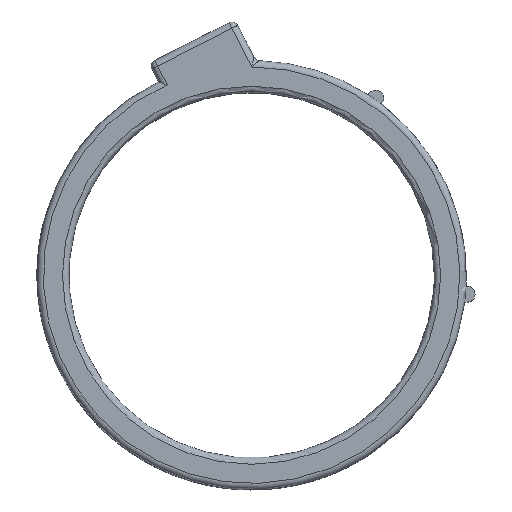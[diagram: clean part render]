
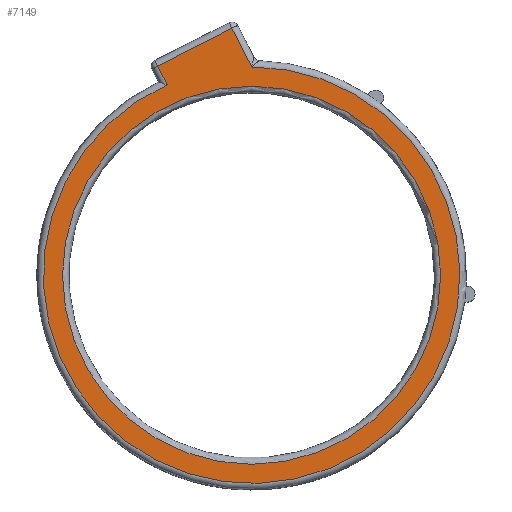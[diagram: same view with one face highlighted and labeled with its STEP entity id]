
A CAD part, top view. The second image highlights one B-rep face of the part: STEP entity #7149.
In plain terms, the highlighted planar face has unit normal (0, 0, 1).
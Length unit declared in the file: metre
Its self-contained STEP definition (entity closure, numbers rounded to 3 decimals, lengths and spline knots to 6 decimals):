
#829=CIRCLE('',#7725,0.0295);
#830=CIRCLE('',#7726,0.0325);
#1321=ORIENTED_EDGE('',*,*,#3545,.T.);
#1322=ORIENTED_EDGE('',*,*,#3546,.T.);
#1323=ORIENTED_EDGE('',*,*,#3547,.T.);
#1324=ORIENTED_EDGE('',*,*,#3548,.T.);
#1325=ORIENTED_EDGE('',*,*,#3549,.T.);
#3545=EDGE_CURVE('',#4658,#4658,#829,.F.);
#3546=EDGE_CURVE('',#4659,#4660,#5140,.T.);
#3547=EDGE_CURVE('',#4660,#4661,#5141,.T.);
#3548=EDGE_CURVE('',#4661,#4662,#5142,.F.);
#3549=EDGE_CURVE('',#4662,#4659,#830,.T.);
#4658=VERTEX_POINT('',#10873);
#4659=VERTEX_POINT('',#10875);
#4660=VERTEX_POINT('',#10876);
#4661=VERTEX_POINT('',#10878);
#4662=VERTEX_POINT('',#10880);
#5140=LINE('',#10874,#5624);
#5141=LINE('',#10877,#5625);
#5142=LINE('',#10879,#5626);
#5624=VECTOR('',#8500,1.);
#5625=VECTOR('',#8501,1.);
#5626=VECTOR('',#8502,1.);
#6076=EDGE_LOOP('',(#1321));
#6077=EDGE_LOOP('',(#1322,#1323,#1324,#1325));
#6544=FACE_BOUND('',#6076,.T.);
#6545=FACE_BOUND('',#6077,.T.);
#6969=PLANE('',#7724);
#7149=ADVANCED_FACE('',(#6544,#6545),#6969,.T.);
#7724=AXIS2_PLACEMENT_3D('',#10871,#8496,#8497);
#7725=AXIS2_PLACEMENT_3D('',#10872,#8498,#8499);
#7726=AXIS2_PLACEMENT_3D('',#10881,#8503,#8504);
#8496=DIRECTION('',(0.,0.,1.));
#8497=DIRECTION('',(1.,0.,0.));
#8498=DIRECTION('',(0.,0.,1.));
#8499=DIRECTION('',(1.,0.,0.));
#8500=DIRECTION('',(-0.454,0.891,0.));
#8501=DIRECTION('',(-0.891,-0.454,0.));
#8502=DIRECTION('',(-0.454,0.891,0.));
#8503=DIRECTION('',(0.,0.,1.));
#8504=DIRECTION('',(1.,0.,0.));
#10871=CARTESIAN_POINT('',(0.,0.,0.006));
#10872=CARTESIAN_POINT('',(0.,0.,0.006));
#10873=CARTESIAN_POINT('',(0.0295,0.,0.006));
#10874=CARTESIAN_POINT('',(-0.003518,0.039405,0.006));
#10875=CARTESIAN_POINT('',(0.,0.0325,0.006));
#10876=CARTESIAN_POINT('',(-0.003064,0.038514,0.006));
#10877=CARTESIAN_POINT('',(-0.015539,0.032158,0.006));
#10878=CARTESIAN_POINT('',(-0.014648,0.032612,0.006));
#10879=CARTESIAN_POINT('',(-0.013641,0.030638,0.006));
#10880=CARTESIAN_POINT('',(-0.01317,0.029712,0.006));
#10881=CARTESIAN_POINT('',(0.,0.,0.006));
